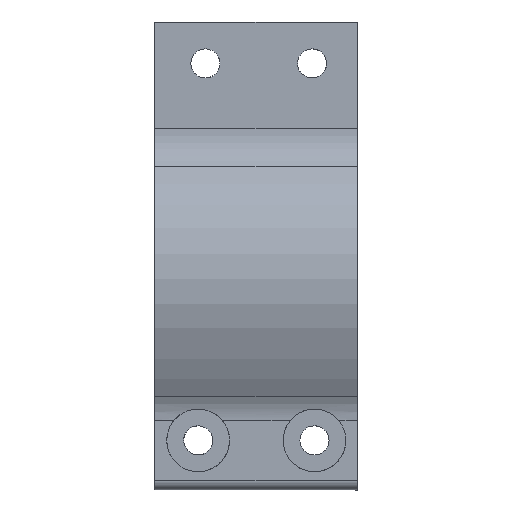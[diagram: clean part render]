
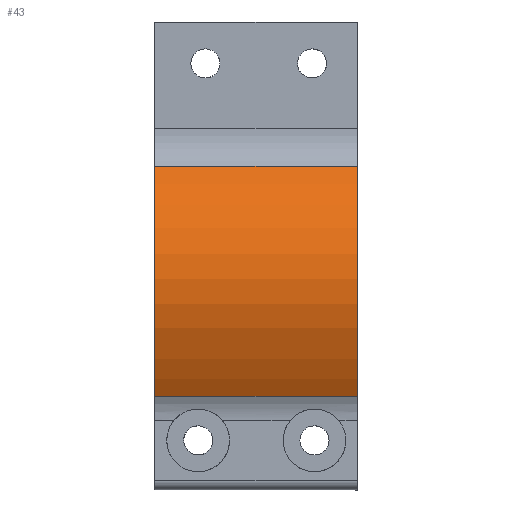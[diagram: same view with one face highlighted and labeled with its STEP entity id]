
A CAD part, front view. The second image highlights one B-rep face of the part: STEP entity #43.
In plain terms, the highlighted free-form (B-spline) face has degree [5, 1] with [11, 2] control points.
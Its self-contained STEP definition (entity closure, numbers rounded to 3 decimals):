
#43=ADVANCED_FACE('',(#85),#728,.T.);
#85=FACE_OUTER_BOUND('',#133,.T.);
#133=EDGE_LOOP('',(#248,#249,#250,#251));
#248=ORIENTED_EDGE('',*,*,#456,.T.);
#249=ORIENTED_EDGE('',*,*,#457,.T.);
#250=ORIENTED_EDGE('',*,*,#458,.F.);
#251=ORIENTED_EDGE('',*,*,#454,.F.);
#454=EDGE_CURVE('',#678,#679,#578,.T.);
#456=EDGE_CURVE('',#678,#680,#580,.T.);
#457=EDGE_CURVE('',#680,#681,#581,.T.);
#458=EDGE_CURVE('',#679,#681,#582,.T.);
#578=(
BOUNDED_CURVE()
B_SPLINE_CURVE(1,(#1501,#1502),.UNSPECIFIED.,.F.,.F.)
B_SPLINE_CURVE_WITH_KNOTS((2,2),(0.,20.933),.UNSPECIFIED.)
CURVE()
GEOMETRIC_REPRESENTATION_ITEM()
RATIONAL_B_SPLINE_CURVE((1.,1.))
REPRESENTATION_ITEM('')
);
#580=(
BOUNDED_CURVE()
B_SPLINE_CURVE(5,(#1509,#1510,#1511,#1512,#1513,#1514,#1515,#1516,#1517,
#1518,#1519),.UNSPECIFIED.,.F.,.F.)
B_SPLINE_CURVE_WITH_KNOTS((6,5,6),(-1158.547,-1140.47,
-1131.995),.UNSPECIFIED.)
CURVE()
GEOMETRIC_REPRESENTATION_ITEM()
RATIONAL_B_SPLINE_CURVE((1.,0.93,0.896,0.896,
0.927,0.985,0.949,0.932,
0.935,0.957,1.))
REPRESENTATION_ITEM('')
);
#581=(
BOUNDED_CURVE()
B_SPLINE_CURVE(1,(#1520,#1521),.UNSPECIFIED.,.F.,.F.)
B_SPLINE_CURVE_WITH_KNOTS((2,2),(0.,20.933),.UNSPECIFIED.)
CURVE()
GEOMETRIC_REPRESENTATION_ITEM()
RATIONAL_B_SPLINE_CURVE((1.,1.))
REPRESENTATION_ITEM('')
);
#582=(
BOUNDED_CURVE()
B_SPLINE_CURVE(5,(#1522,#1523,#1524,#1525,#1526,#1527,#1528,#1529,#1530,
#1531,#1532),.UNSPECIFIED.,.F.,.F.)
B_SPLINE_CURVE_WITH_KNOTS((6,5,6),(-1158.547,-1140.47,
-1131.995),.UNSPECIFIED.)
CURVE()
GEOMETRIC_REPRESENTATION_ITEM()
RATIONAL_B_SPLINE_CURVE((1.,0.93,0.896,0.896,
0.927,0.985,0.949,0.932,
0.935,0.957,1.))
REPRESENTATION_ITEM('')
);
#678=VERTEX_POINT('',#1173);
#679=VERTEX_POINT('',#1174);
#680=VERTEX_POINT('',#1175);
#681=VERTEX_POINT('',#1176);
#728=(
BOUNDED_SURFACE()
B_SPLINE_SURFACE(5,1,((#1001,#1002),(#1003,#1004),(#1005,#1006),(#1007,
#1008),(#1009,#1010),(#1011,#1012),(#1013,#1014),(#1015,#1016),(#1017,#1018),
(#1019,#1020),(#1021,#1022)),.UNSPECIFIED.,.F.,.F.,.F.)
B_SPLINE_SURFACE_WITH_KNOTS((6,5,6),(2,2),(-1158.547,-1140.47,
-1131.995),(0.,20.933),.UNSPECIFIED.)
GEOMETRIC_REPRESENTATION_ITEM()
RATIONAL_B_SPLINE_SURFACE(((1.,1.),(0.93,0.93),
(0.896,0.896),(0.896,0.896),
(0.927,0.927),(0.985,0.985),
(0.949,0.949),(0.932,0.932),
(0.935,0.935),(0.957,0.957),
(1.,1.)))
REPRESENTATION_ITEM('')
SURFACE()
);
#1001=CARTESIAN_POINT('',(-45.865,-9.863,15.678));
#1002=CARTESIAN_POINT('',(-24.933,-9.863,15.678));
#1003=CARTESIAN_POINT('',(-45.865,-12.879,13.281));
#1004=CARTESIAN_POINT('',(-24.933,-12.879,13.281));
#1005=CARTESIAN_POINT('',(-45.865,-15.079,10.087));
#1006=CARTESIAN_POINT('',(-24.933,-15.079,10.087));
#1007=CARTESIAN_POINT('',(-45.865,-16.204,6.419));
#1008=CARTESIAN_POINT('',(-24.933,-16.204,6.419));
#1009=CARTESIAN_POINT('',(-45.865,-16.222,2.686));
#1010=CARTESIAN_POINT('',(-24.933,-16.222,2.686));
#1011=CARTESIAN_POINT('',(-45.865,-15.31,-0.754));
#1012=CARTESIAN_POINT('',(-24.933,-15.31,-0.754));
#1013=CARTESIAN_POINT('',(-45.865,-14.902,-2.29));
#1014=CARTESIAN_POINT('',(-24.933,-14.902,-2.29));
#1015=CARTESIAN_POINT('',(-45.865,-14.375,-3.883));
#1016=CARTESIAN_POINT('',(-24.933,-14.375,-3.883));
#1017=CARTESIAN_POINT('',(-45.865,-13.753,-5.434));
#1018=CARTESIAN_POINT('',(-24.933,-13.753,-5.434));
#1019=CARTESIAN_POINT('',(-45.865,-13.076,-6.846));
#1020=CARTESIAN_POINT('',(-24.933,-13.076,-6.846));
#1021=CARTESIAN_POINT('',(-45.865,-12.388,-8.042));
#1022=CARTESIAN_POINT('',(-24.933,-12.388,-8.042));
#1173=CARTESIAN_POINT('',(-45.865,-9.863,15.678));
#1174=CARTESIAN_POINT('',(-24.933,-9.863,15.678));
#1175=CARTESIAN_POINT('',(-45.865,-12.388,-8.042));
#1176=CARTESIAN_POINT('',(-24.933,-12.388,-8.042));
#1501=CARTESIAN_POINT('',(-45.865,-9.863,15.678));
#1502=CARTESIAN_POINT('',(-24.933,-9.863,15.678));
#1509=CARTESIAN_POINT('',(-45.865,-9.863,15.678));
#1510=CARTESIAN_POINT('',(-45.865,-12.879,13.281));
#1511=CARTESIAN_POINT('',(-45.865,-15.079,10.087));
#1512=CARTESIAN_POINT('',(-45.865,-16.204,6.419));
#1513=CARTESIAN_POINT('',(-45.865,-16.222,2.686));
#1514=CARTESIAN_POINT('',(-45.865,-15.31,-0.754));
#1515=CARTESIAN_POINT('',(-45.865,-14.902,-2.29));
#1516=CARTESIAN_POINT('',(-45.865,-14.375,-3.883));
#1517=CARTESIAN_POINT('',(-45.865,-13.753,-5.434));
#1518=CARTESIAN_POINT('',(-45.865,-13.076,-6.846));
#1519=CARTESIAN_POINT('',(-45.865,-12.388,-8.042));
#1520=CARTESIAN_POINT('',(-45.865,-12.388,-8.042));
#1521=CARTESIAN_POINT('',(-24.933,-12.388,-8.042));
#1522=CARTESIAN_POINT('',(-24.933,-9.863,15.678));
#1523=CARTESIAN_POINT('',(-24.933,-12.879,13.281));
#1524=CARTESIAN_POINT('',(-24.933,-15.079,10.087));
#1525=CARTESIAN_POINT('',(-24.933,-16.204,6.419));
#1526=CARTESIAN_POINT('',(-24.933,-16.222,2.686));
#1527=CARTESIAN_POINT('',(-24.933,-15.31,-0.754));
#1528=CARTESIAN_POINT('',(-24.933,-14.902,-2.29));
#1529=CARTESIAN_POINT('',(-24.933,-14.375,-3.883));
#1530=CARTESIAN_POINT('',(-24.933,-13.753,-5.434));
#1531=CARTESIAN_POINT('',(-24.933,-13.076,-6.846));
#1532=CARTESIAN_POINT('',(-24.933,-12.388,-8.042));
